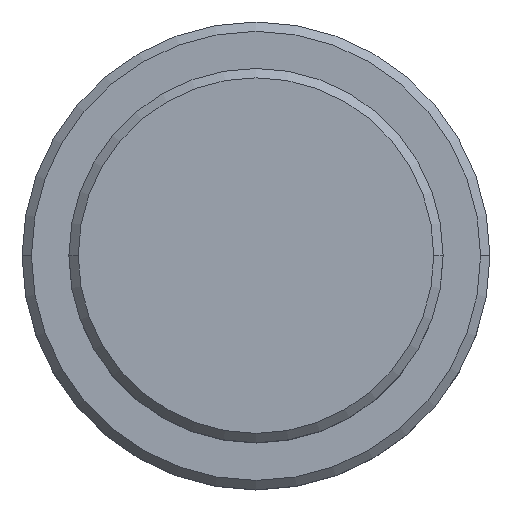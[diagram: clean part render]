
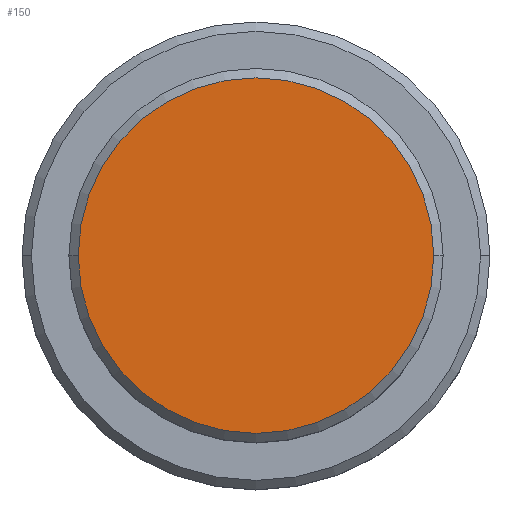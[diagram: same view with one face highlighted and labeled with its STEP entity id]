
A CAD part, top view. The second image highlights one B-rep face of the part: STEP entity #150.
In plain terms, the highlighted planar face has unit normal (0, 0, 1).
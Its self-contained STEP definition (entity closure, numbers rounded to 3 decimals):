
#13 = DIRECTION ( 'NONE',  ( 0., 0., 1. ) ) ;
#36 = CARTESIAN_POINT ( 'NONE',  ( 0., 0., 0. ) ) ;
#126 = DIRECTION ( 'NONE',  ( 1., 0., 0. ) ) ;
#150 = ADVANCED_FACE ( 'NONE', ( #1331 ), #226, .T. ) ;
#226 = PLANE ( 'NONE',  #827 ) ;
#246 = DIRECTION ( 'NONE',  ( 0., 0., 1. ) ) ;
#300 = EDGE_CURVE ( 'NONE', #945, #1075, #697, .T. ) ;
#396 = DIRECTION ( 'NONE',  ( 1., 0., 0. ) ) ;
#590 = EDGE_CURVE ( 'NONE', #1075, #945, #1134, .T. ) ;
#672 = DIRECTION ( 'NONE',  ( 1., 0., 0. ) ) ;
#697 = CIRCLE ( 'NONE', #927, 9.5 ) ;
#719 = AXIS2_PLACEMENT_3D ( 'NONE', #1125, #13, #126 ) ;
#827 = AXIS2_PLACEMENT_3D ( 'NONE', #877, #246, #672 ) ;
#861 = ORIENTED_EDGE ( 'NONE', *, *, #300, .T. ) ;
#877 = CARTESIAN_POINT ( 'NONE',  ( 0., 0., 0. ) ) ;
#927 = AXIS2_PLACEMENT_3D ( 'NONE', #36, #1040, #396 ) ;
#945 = VERTEX_POINT ( 'NONE', #1197 ) ;
#1027 = EDGE_LOOP ( 'NONE', ( #1372, #861 ) ) ;
#1035 = CARTESIAN_POINT ( 'NONE',  ( -9.5, 0., 0. ) ) ;
#1040 = DIRECTION ( 'NONE',  ( 0., 0., 1. ) ) ;
#1075 = VERTEX_POINT ( 'NONE', #1035 ) ;
#1125 = CARTESIAN_POINT ( 'NONE',  ( 0., 0., 0. ) ) ;
#1134 = CIRCLE ( 'NONE', #719, 9.5 ) ;
#1197 = CARTESIAN_POINT ( 'NONE',  ( 9.5, 0., 0. ) ) ;
#1331 = FACE_OUTER_BOUND ( 'NONE', #1027, .T. ) ;
#1372 = ORIENTED_EDGE ( 'NONE', *, *, #590, .T. ) ;
